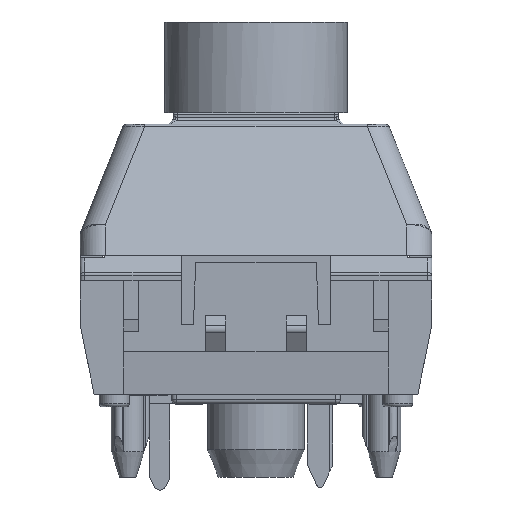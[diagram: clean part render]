
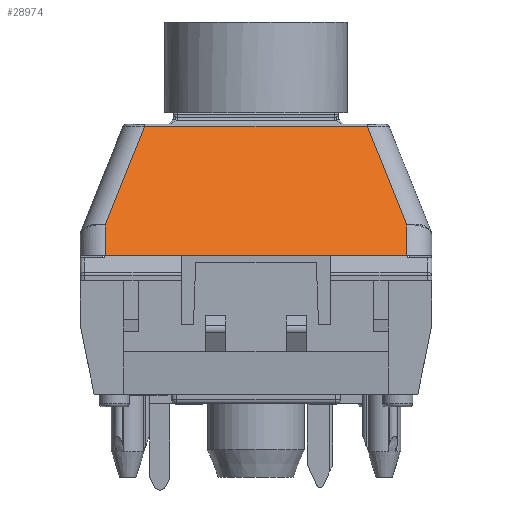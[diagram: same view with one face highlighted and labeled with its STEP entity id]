
A CAD part, left-side view. The second image highlights one B-rep face of the part: STEP entity #28974.
In plain terms, the highlighted planar face has unit normal (-0.837, 0, 0.547).
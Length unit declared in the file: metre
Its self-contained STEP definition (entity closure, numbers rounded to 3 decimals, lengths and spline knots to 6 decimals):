
#9302=ORIENTED_EDGE('',*,*,#14868,.F.);
#9303=ORIENTED_EDGE('',*,*,#14867,.F.);
#9304=ORIENTED_EDGE('',*,*,#14854,.F.);
#9305=ORIENTED_EDGE('',*,*,#14869,.T.);
#9306=ORIENTED_EDGE('',*,*,#14811,.F.);
#9307=ORIENTED_EDGE('',*,*,#14870,.F.);
#14811=EDGE_CURVE('',#17955,#17956,#20581,.T.);
#14854=EDGE_CURVE('',#17978,#17975,#20600,.T.);
#14867=EDGE_CURVE('',#17975,#17984,#20606,.T.);
#14868=EDGE_CURVE('',#17984,#17985,#20607,.T.);
#14869=EDGE_CURVE('',#17978,#17956,#20608,.T.);
#14870=EDGE_CURVE('',#17985,#17955,#20609,.T.);
#17955=VERTEX_POINT('',#48964);
#17956=VERTEX_POINT('',#48966);
#17975=VERTEX_POINT('',#49231);
#17978=VERTEX_POINT('',#49237);
#17984=VERTEX_POINT('',#49314);
#17985=VERTEX_POINT('',#49318);
#20581=LINE('',#48965,#23016);
#20600=LINE('',#49238,#23035);
#20606=LINE('',#49315,#23041);
#20607=LINE('',#49317,#23042);
#20608=LINE('',#49319,#23043);
#20609=LINE('',#49320,#23044);
#23016=VECTOR('',#39299,1.);
#23035=VECTOR('',#39360,1.);
#23041=VECTOR('',#39380,1.);
#23042=VECTOR('',#39383,1.);
#23043=VECTOR('',#39384,1.);
#23044=VECTOR('',#39385,1.);
#24797=EDGE_LOOP('',(#9302,#9303,#9304,#9305,#9306,#9307));
#26564=FACE_BOUND('',#24797,.T.);
#27564=PLANE('',#31817);
#28974=ADVANCED_FACE('',(#26564),#27564,.T.);
#31817=AXIS2_PLACEMENT_3D('',#49316,#39381,#39382);
#39299=DIRECTION('',(-0.547,0.,-0.837));
#39360=DIRECTION('',(0.547,0.,0.837));
#39380=DIRECTION('',(0.519,-0.317,0.794));
#39381=DIRECTION('',(-0.837,0.,0.547));
#39382=DIRECTION('',(0.547,0.,0.837));
#39383=DIRECTION('',(0.,-1.,0.));
#39384=DIRECTION('',(0.,-1.,0.));
#39385=DIRECTION('',(-0.519,-0.317,-0.794));
#48964=CARTESIAN_POINT('',(-0.006558,-0.005975,0.002205));
#48965=CARTESIAN_POINT('',(-0.005641,-0.005975,0.003607));
#48966=CARTESIAN_POINT('',(-0.007346,-0.005975,0.001));
#49231=CARTESIAN_POINT('',(-0.006558,0.005975,0.002205));
#49237=CARTESIAN_POINT('',(-0.007346,0.005975,0.001));
#49238=CARTESIAN_POINT('',(-0.005641,0.005975,0.003607));
#49314=CARTESIAN_POINT('',(-0.004005,0.004413,0.006109));
#49315=CARTESIAN_POINT('',(-0.004645,0.004805,0.00513));
#49316=CARTESIAN_POINT('',(-0.007346,0.,0.001));
#49317=CARTESIAN_POINT('',(-0.004005,0.,0.006109));
#49318=CARTESIAN_POINT('',(-0.004005,-0.004413,0.006109));
#49319=CARTESIAN_POINT('',(-0.007346,0.,0.001));
#49320=CARTESIAN_POINT('',(-0.003606,-0.004169,0.006719));
